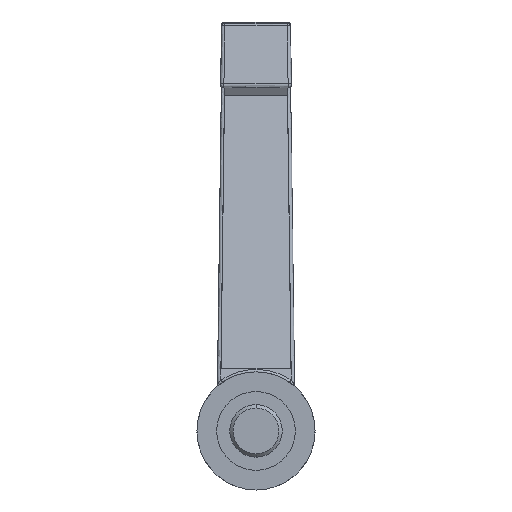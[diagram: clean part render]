
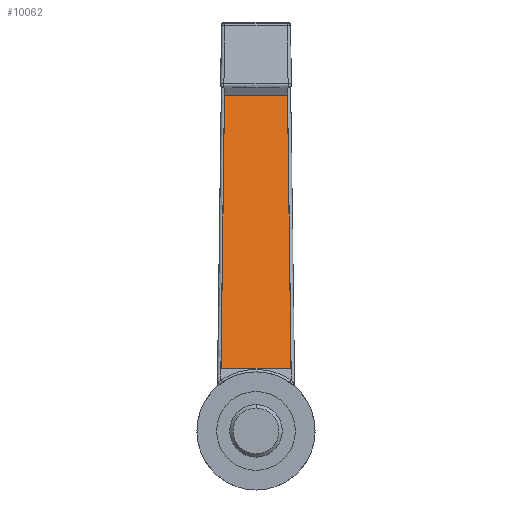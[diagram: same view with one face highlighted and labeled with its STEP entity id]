
A CAD part, front view. The second image highlights one B-rep face of the part: STEP entity #10062.
In plain terms, the highlighted planar face has unit normal (0, -0.969, 0.246).
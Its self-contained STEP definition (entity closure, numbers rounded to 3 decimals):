
#75 = CARTESIAN_POINT ( 'NONE',  ( 5.349, 13.004, 8.29 ) ) ;
#1289 = ORIENTED_EDGE ( 'NONE', *, *, #9660, .T. ) ;
#2026 = PLANE ( 'NONE',  #3703 ) ;
#2039 = ORIENTED_EDGE ( 'NONE', *, *, #11536, .T. ) ;
#2161 = VERTEX_POINT ( 'NONE', #10318 ) ;
#2797 = ORIENTED_EDGE ( 'NONE', *, *, #10205, .T. ) ;
#2923 = LINE ( 'NONE', #2988, #5140 ) ;
#2988 = CARTESIAN_POINT ( 'NONE',  ( -5.349, 13.004, 8.29 ) ) ;
#3090 = LINE ( 'NONE', #5966, #3092 ) ;
#3092 = VECTOR ( 'NONE', #6033, 1000. ) ;
#3325 = CARTESIAN_POINT ( 'NONE',  ( -4.801, 23.889, 51.083 ) ) ;
#3703 = AXIS2_PLACEMENT_3D ( 'NONE', #12682, #10875, #7990 ) ;
#4594 = LINE ( 'NONE', #9598, #8816 ) ;
#5038 = DIRECTION ( 'NONE',  ( -0.012, -0.246, -0.969 ) ) ;
#5140 = VECTOR ( 'NONE', #5038, 1000. ) ;
#5866 = CARTESIAN_POINT ( 'NONE',  ( 4.801, 23.889, 51.083 ) ) ;
#5966 = CARTESIAN_POINT ( 'NONE',  ( 5.349, 13.004, 8.29 ) ) ;
#6033 = DIRECTION ( 'NONE',  ( 1., 0., 0. ) ) ;
#6432 = ORIENTED_EDGE ( 'NONE', *, *, #9241, .T. ) ;
#6709 = DIRECTION ( 'NONE',  ( -1., 0., 0. ) ) ;
#7107 = VERTEX_POINT ( 'NONE', #3325 ) ;
#7990 = DIRECTION ( 'NONE',  ( 0., -0.247, -0.969 ) ) ;
#8816 = VECTOR ( 'NONE', #6709, 1000. ) ;
#9164 = VERTEX_POINT ( 'NONE', #11011 ) ;
#9241 = EDGE_CURVE ( 'NONE', #9164, #10116, #10757, .T. ) ;
#9598 = CARTESIAN_POINT ( 'NONE',  ( 4.801, 23.889, 51.083 ) ) ;
#9660 = EDGE_CURVE ( 'NONE', #10116, #7107, #4594, .T. ) ;
#9866 = DIRECTION ( 'NONE',  ( -0.012, 0.246, 0.969 ) ) ;
#10062 = ADVANCED_FACE ( 'NONE', ( #11713 ), #2026, .T. ) ;
#10116 = VERTEX_POINT ( 'NONE', #5866 ) ;
#10205 = EDGE_CURVE ( 'NONE', #7107, #2161, #2923, .T. ) ;
#10318 = CARTESIAN_POINT ( 'NONE',  ( -5.349, 13.004, 8.29 ) ) ;
#10757 = LINE ( 'NONE', #75, #12519 ) ;
#10875 = DIRECTION ( 'NONE',  ( 0., -0.969, 0.247 ) ) ;
#11011 = CARTESIAN_POINT ( 'NONE',  ( 5.349, 13.004, 8.29 ) ) ;
#11536 = EDGE_CURVE ( 'NONE', #2161, #9164, #3090, .T. ) ;
#11713 = FACE_OUTER_BOUND ( 'NONE', #12085, .T. ) ;
#12085 = EDGE_LOOP ( 'NONE', ( #6432, #1289, #2797, #2039 ) ) ;
#12519 = VECTOR ( 'NONE', #9866, 1000. ) ;
#12682 = CARTESIAN_POINT ( 'NONE',  ( 0., 10.234, -2.603 ) ) ;
